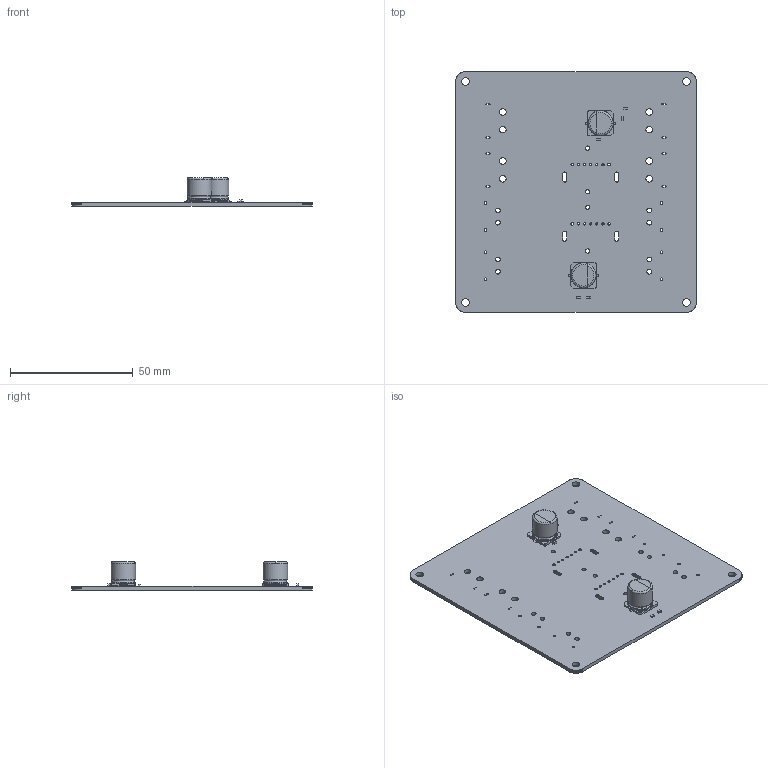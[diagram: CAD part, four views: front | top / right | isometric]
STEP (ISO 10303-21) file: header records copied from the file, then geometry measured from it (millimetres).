
FILE_DESCRIPTION(('KiCad electronic assembly'),'2;1');
FILE_NAME('PowerCircuit_v1.step','2024-06-19T22:18:46',('Pcbnew'),( 'Kicad'),'Open CASCADE STEP processor 7.6','KiCad to STEP converter' ,'Unknown');
FILE_SCHEMA(('AUTOMOTIVE_DESIGN { 1 0 10303 214 1 1 1 1 }'));
Length unit declared in the file: millimetre
Products named in the file (10): PowerCircuit_v1 1; LED_0603_1608Metric; SOLID; R_0603_1608Metric; CP_Elec_10x10; C_0603_1608Metric; PowerCircuit_v1 PCB
Assembly tree (12 placements, depth 3):
  PowerCircuit_v1 1
    LED_0603_1608Metric  x2
      SOLID
    R_0603_1608Metric  x2
      SOLID
    CP_Elec_10x10  x2
      SOLID
    C_0603_1608Metric
      SOLID
    PowerCircuit_v1 PCB
Bounding box: 98 x 98 x 11.63 mm (x, y, z)
Volume: 16460.2 mm3; surface area: 21172.4 mm2
Topology: 8 solids, 8 shells, 666 faces, 1886 edges, 1242 vertices
Faces by surface type: plane 542, cylinder 110, torus 8, bspline 4, revolution 2
Full cylindrical faces by diameter (mm): 0.9 x10, 1 x8, 1.1 x4, 1.7 x4, 1.9 x8, 2.7 x8, 3.2 x4, 10 x4
Entity records: 40503 total; most frequent: CARTESIAN_POINT 7486, DIRECTION 5899, LINE 4386, VECTOR 4386, ORIENTED_EDGE 3164, PCURVE 3164, DEFINITIONAL_REPRESENTATION 3164, EDGE_CURVE 1582
